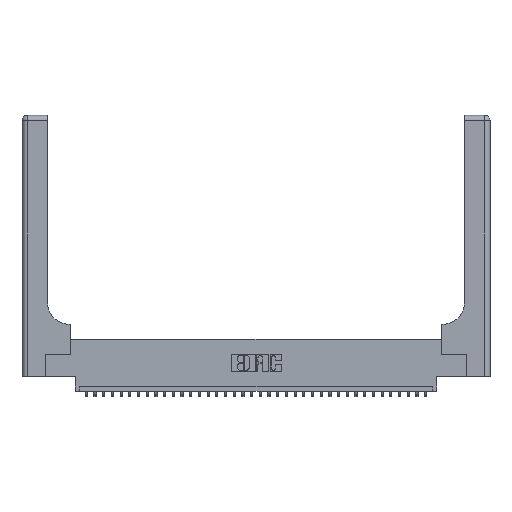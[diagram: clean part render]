
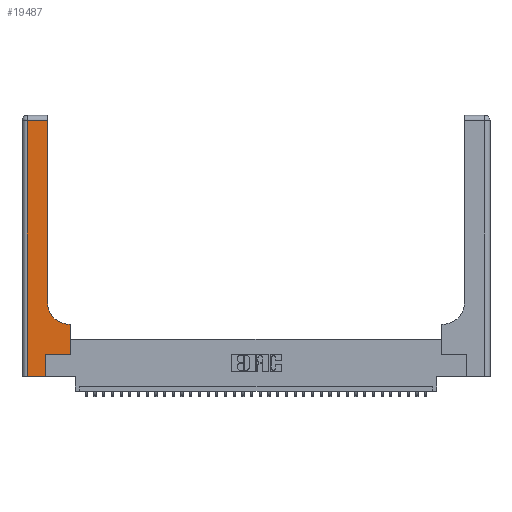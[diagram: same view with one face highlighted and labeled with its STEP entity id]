
A CAD part, top view. The second image highlights one B-rep face of the part: STEP entity #19487.
In plain terms, the highlighted planar face has unit normal (0, 0, 1).
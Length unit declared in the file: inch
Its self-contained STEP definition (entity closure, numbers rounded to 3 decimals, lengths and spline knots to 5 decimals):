
#312 = EDGE_CURVE ( 'NONE', #13950, #2157, #9252, .T. ) ;
#405 = CARTESIAN_POINT ( 'NONE',  ( 0.269, 0.25, 0.37 ) ) ;
#648 = CARTESIAN_POINT ( 'NONE',  ( 0.269, 0.25, 0.37 ) ) ;
#1655 = LINE ( 'NONE', #11067, #6400 ) ;
#2110 = CARTESIAN_POINT ( 'NONE',  ( 0.06, 0., 0.37 ) ) ;
#2157 = VERTEX_POINT ( 'NONE', #2110 ) ;
#2571 = CARTESIAN_POINT ( 'NONE',  ( 0.269, 0., 0.37 ) ) ;
#2856 = VECTOR ( 'NONE', #11558, 39.37008 ) ;
#3163 = CARTESIAN_POINT ( 'NONE',  ( 0.5415, 0.85, 0.37 ) ) ;
#3899 = DIRECTION ( 'NONE',  ( 0., 1., 0. ) ) ;
#4129 = CARTESIAN_POINT ( 'NONE',  ( 0.5585, 0.25, 0.37 ) ) ;
#4275 = CIRCLE ( 'NONE', #22647, 0.25 ) ;
#4533 = CARTESIAN_POINT ( 'NONE',  ( 0., 2.94, 0.37 ) ) ;
#4802 = VERTEX_POINT ( 'NONE', #8350 ) ;
#5469 = FACE_OUTER_BOUND ( 'NONE', #29431, .T. ) ;
#5625 = DIRECTION ( 'NONE',  ( -1., 0., 0. ) ) ;
#6201 = DIRECTION ( 'NONE',  ( 0., 0., -1. ) ) ;
#6241 = VECTOR ( 'NONE', #8054, 39.37008 ) ;
#6375 = CARTESIAN_POINT ( 'NONE',  ( 0., 0., 0.37 ) ) ;
#6400 = VECTOR ( 'NONE', #5625, 39.37008 ) ;
#6951 = ORIENTED_EDGE ( 'NONE', *, *, #15405, .T. ) ;
#7065 = EDGE_CURVE ( 'NONE', #10126, #13950, #18387, .T. ) ;
#7075 = AXIS2_PLACEMENT_3D ( 'NONE', #8838, #6201, #17757 ) ;
#7282 = ORIENTED_EDGE ( 'NONE', *, *, #7065, .T. ) ;
#8054 = DIRECTION ( 'NONE',  ( 0., 1., 0. ) ) ;
#8116 = VERTEX_POINT ( 'NONE', #4129 ) ;
#8203 = CARTESIAN_POINT ( 'NONE',  ( 0.5585, 0.6, 0.37 ) ) ;
#8350 = CARTESIAN_POINT ( 'NONE',  ( 0.269, 0., 0.37 ) ) ;
#8736 = DIRECTION ( 'NONE',  ( 1., 0., 0. ) ) ;
#8838 = CARTESIAN_POINT ( 'NONE',  ( 0., 3., 0.37 ) ) ;
#9024 = EDGE_CURVE ( 'NONE', #2157, #4802, #34615, .T. ) ;
#9252 = LINE ( 'NONE', #10428, #34696 ) ;
#9394 = ORIENTED_EDGE ( 'NONE', *, *, #19153, .T. ) ;
#10069 = CARTESIAN_POINT ( 'NONE',  ( 0.2915, 2.94, 0.37 ) ) ;
#10126 = VERTEX_POINT ( 'NONE', #10069 ) ;
#10409 = VECTOR ( 'NONE', #17007, 39.37008 ) ;
#10428 = CARTESIAN_POINT ( 'NONE',  ( 0.06, 3., 0.37 ) ) ;
#10805 = EDGE_CURVE ( 'NONE', #8116, #29211, #33882, .T. ) ;
#11067 = CARTESIAN_POINT ( 'NONE',  ( 0.2915, 0.6, 0.37 ) ) ;
#11558 = DIRECTION ( 'NONE',  ( 1., 0., 0. ) ) ;
#12568 = LINE ( 'NONE', #2571, #10409 ) ;
#12965 = DIRECTION ( 'NONE',  ( -1., 0., 0. ) ) ;
#13048 = VERTEX_POINT ( 'NONE', #648 ) ;
#13823 = CARTESIAN_POINT ( 'NONE',  ( 0.5585, 0.25, 0.37 ) ) ;
#13858 = CARTESIAN_POINT ( 'NONE',  ( 0.2915, 3., 0.37 ) ) ;
#13950 = VERTEX_POINT ( 'NONE', #17790 ) ;
#14763 = VERTEX_POINT ( 'NONE', #33816 ) ;
#15405 = EDGE_CURVE ( 'NONE', #21594, #14763, #4275, .T. ) ;
#17007 = DIRECTION ( 'NONE',  ( 0., 1., 0. ) ) ;
#17757 = DIRECTION ( 'NONE',  ( -1., 0., 0. ) ) ;
#17790 = CARTESIAN_POINT ( 'NONE',  ( 0.06, 2.94, 0.37 ) ) ;
#18387 = LINE ( 'NONE', #4533, #26495 ) ;
#18924 = LINE ( 'NONE', #405, #2856 ) ;
#19153 = EDGE_CURVE ( 'NONE', #13048, #8116, #18924, .T. ) ;
#19487 = ADVANCED_FACE ( 'NONE', ( #5469 ), #22864, .F. ) ;
#21468 = DIRECTION ( 'NONE',  ( 0., -1., 0. ) ) ;
#21594 = VERTEX_POINT ( 'NONE', #28346 ) ;
#22195 = ORIENTED_EDGE ( 'NONE', *, *, #312, .T. ) ;
#22412 = DIRECTION ( 'NONE',  ( 1., 0., 0. ) ) ;
#22647 = AXIS2_PLACEMENT_3D ( 'NONE', #3163, #25242, #8736 ) ;
#22864 = PLANE ( 'NONE',  #7075 ) ;
#23533 = EDGE_CURVE ( 'NONE', #4802, #13048, #12568, .T. ) ;
#25242 = DIRECTION ( 'NONE',  ( 0., 0., -1. ) ) ;
#26408 = VECTOR ( 'NONE', #22412, 39.37008 ) ;
#26495 = VECTOR ( 'NONE', #12965, 39.37008 ) ;
#27007 = LINE ( 'NONE', #13858, #6241 ) ;
#27156 = ORIENTED_EDGE ( 'NONE', *, *, #29735, .T. ) ;
#28103 = ORIENTED_EDGE ( 'NONE', *, *, #9024, .T. ) ;
#28187 = ORIENTED_EDGE ( 'NONE', *, *, #10805, .T. ) ;
#28346 = CARTESIAN_POINT ( 'NONE',  ( 0.5415, 0.6, 0.37 ) ) ;
#29211 = VERTEX_POINT ( 'NONE', #8203 ) ;
#29431 = EDGE_LOOP ( 'NONE', ( #27156, #7282, #22195, #28103, #32284, #9394, #28187, #35162, #6951 ) ) ;
#29735 = EDGE_CURVE ( 'NONE', #14763, #10126, #27007, .T. ) ;
#32284 = ORIENTED_EDGE ( 'NONE', *, *, #23533, .T. ) ;
#33816 = CARTESIAN_POINT ( 'NONE',  ( 0.2915, 0.85, 0.37 ) ) ;
#33882 = LINE ( 'NONE', #13823, #34772 ) ;
#34018 = EDGE_CURVE ( 'NONE', #29211, #21594, #1655, .T. ) ;
#34615 = LINE ( 'NONE', #6375, #26408 ) ;
#34696 = VECTOR ( 'NONE', #21468, 39.37008 ) ;
#34772 = VECTOR ( 'NONE', #3899, 39.37008 ) ;
#35162 = ORIENTED_EDGE ( 'NONE', *, *, #34018, .T. ) ;
